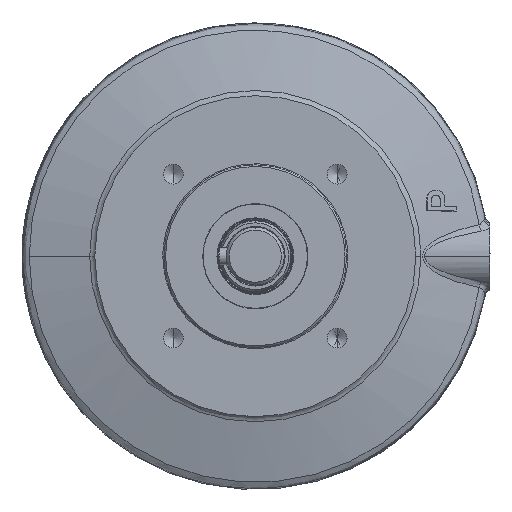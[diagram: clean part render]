
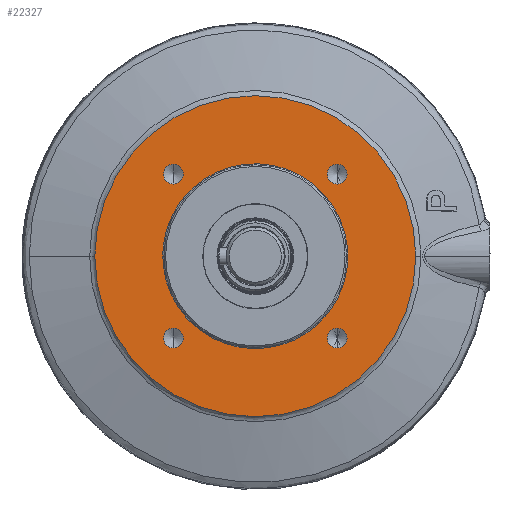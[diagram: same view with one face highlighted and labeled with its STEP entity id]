
A CAD part, left-side view. The second image highlights one B-rep face of the part: STEP entity #22327.
In plain terms, the highlighted planar face has unit normal (-1, 0, 0).
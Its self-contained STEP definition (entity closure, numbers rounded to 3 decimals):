
#257 = AXIS2_PLACEMENT_3D ( 'NONE', #10830, #10666, #28804 ) ;
#720 = AXIS2_PLACEMENT_3D ( 'NONE', #23220, #30684, #27982 ) ;
#848 = DIRECTION ( 'NONE',  ( -1., 0., 0. ) ) ;
#1130 = ORIENTED_EDGE ( 'NONE', *, *, #6457, .F. ) ;
#1319 = EDGE_CURVE ( 'NONE', #33100, #11949, #3875, .T. ) ;
#1404 = CARTESIAN_POINT ( 'NONE',  ( -31., 28.284, 28.284 ) ) ;
#1440 = AXIS2_PLACEMENT_3D ( 'NONE', #1404, #30067, #22259 ) ;
#1563 = VERTEX_POINT ( 'NONE', #22619 ) ;
#1843 = ORIENTED_EDGE ( 'NONE', *, *, #5182, .F. ) ;
#1998 = EDGE_CURVE ( 'NONE', #10008, #22388, #23156, .T. ) ;
#2540 = EDGE_CURVE ( 'NONE', #11949, #33100, #22962, .T. ) ;
#2968 = AXIS2_PLACEMENT_3D ( 'NONE', #29548, #27161, #15080 ) ;
#3434 = PLANE ( 'NONE',  #23350 ) ;
#3435 = EDGE_CURVE ( 'NONE', #28213, #13371, #27351, .T. ) ;
#3603 = FACE_BOUND ( 'NONE', #19874, .T. ) ;
#3788 = VERTEX_POINT ( 'NONE', #24383 ) ;
#3875 = CIRCLE ( 'NONE', #26059, 55.378 ) ;
#3931 = CARTESIAN_POINT ( 'NONE',  ( -31., -28.284, 24.884 ) ) ;
#4587 = CIRCLE ( 'NONE', #257, 3.4 ) ;
#4673 = EDGE_CURVE ( 'NONE', #1563, #6266, #20909, .T. ) ;
#4935 = DIRECTION ( 'NONE',  ( -1., 0., 0. ) ) ;
#5182 = EDGE_CURVE ( 'NONE', #14123, #3788, #31785, .T. ) ;
#5246 =( BOUNDED_CURVE ( )  B_SPLINE_CURVE ( 3, ( #8824, #26961, #21384, #5782 ),
 .UNSPECIFIED., .F., .T. ) 
 B_SPLINE_CURVE_WITH_KNOTS ( ( 4, 4 ),
 ( 0., 1. ),
 .UNSPECIFIED. ) 
 CURVE ( )  GEOMETRIC_REPRESENTATION_ITEM ( )  RATIONAL_B_SPLINE_CURVE ( ( 1., 0.333, 0.333, 1. ) ) 
 REPRESENTATION_ITEM ( '' )  );
#5267 = DIRECTION ( 'NONE',  ( 0., 0., 1. ) ) ;
#5494 = EDGE_LOOP ( 'NONE', ( #26209, #1130 ) ) ;
#5782 = CARTESIAN_POINT ( 'NONE',  ( -31., -31.9, 0. ) ) ;
#6266 = VERTEX_POINT ( 'NONE', #8844 ) ;
#6401 = DIRECTION ( 'NONE',  ( 0., 1., 0. ) ) ;
#6457 = EDGE_CURVE ( 'NONE', #13371, #28213, #31591, .T. ) ;
#6635 = EDGE_LOOP ( 'NONE', ( #20036, #15866 ) ) ;
#7154 = DIRECTION ( 'NONE',  ( -1., 0., 0. ) ) ;
#8739 = ORIENTED_EDGE ( 'NONE', *, *, #30708, .F. ) ;
#8775 = CARTESIAN_POINT ( 'NONE',  ( -31., 0., 0. ) ) ;
#8824 = CARTESIAN_POINT ( 'NONE',  ( -31., 31.9, 0. ) ) ;
#8844 = CARTESIAN_POINT ( 'NONE',  ( -31., -28.284, -24.884 ) ) ;
#9586 = AXIS2_PLACEMENT_3D ( 'NONE', #32926, #7154, #30049 ) ;
#9995 = CARTESIAN_POINT ( 'NONE',  ( -31., -31.9, 0. ) ) ;
#10008 = VERTEX_POINT ( 'NONE', #9995 ) ;
#10197 = EDGE_CURVE ( 'NONE', #30927, #17111, #32768, .T. ) ;
#10666 = DIRECTION ( 'NONE',  ( -1., 0., 0. ) ) ;
#10830 = CARTESIAN_POINT ( 'NONE',  ( -31., -28.284, -28.284 ) ) ;
#11236 = FACE_BOUND ( 'NONE', #5494, .T. ) ;
#11949 = VERTEX_POINT ( 'NONE', #17086 ) ;
#12694 = ORIENTED_EDGE ( 'NONE', *, *, #30068, .F. ) ;
#12836 = EDGE_CURVE ( 'NONE', #22388, #10008, #5246, .T. ) ;
#13334 = CARTESIAN_POINT ( 'NONE',  ( -31., 0., 0. ) ) ;
#13371 = VERTEX_POINT ( 'NONE', #3931 ) ;
#13607 = FACE_BOUND ( 'NONE', #19742, .T. ) ;
#13903 = CARTESIAN_POINT ( 'NONE',  ( -31., 28.284, 31.684 ) ) ;
#13942 = CARTESIAN_POINT ( 'NONE',  ( -31., -100., 0. ) ) ;
#14123 = VERTEX_POINT ( 'NONE', #13903 ) ;
#14584 = EDGE_LOOP ( 'NONE', ( #27678, #12694 ) ) ;
#15046 = CARTESIAN_POINT ( 'NONE',  ( -31., 28.284, -24.884 ) ) ;
#15080 = DIRECTION ( 'NONE',  ( 0., 0., 1. ) ) ;
#15534 = CIRCLE ( 'NONE', #9586, 3.4 ) ;
#15866 = ORIENTED_EDGE ( 'NONE', *, *, #12836, .F. ) ;
#16490 = FACE_OUTER_BOUND ( 'NONE', #33059, .T. ) ;
#16529 = AXIS2_PLACEMENT_3D ( 'NONE', #23406, #848, #5267 ) ;
#16658 = CARTESIAN_POINT ( 'NONE',  ( -31., -31.9, 63.8 ) ) ;
#17086 = CARTESIAN_POINT ( 'NONE',  ( -31., -55.378, 0. ) ) ;
#17111 = VERTEX_POINT ( 'NONE', #29228 ) ;
#17668 = ORIENTED_EDGE ( 'NONE', *, *, #4673, .F. ) ;
#18755 = AXIS2_PLACEMENT_3D ( 'NONE', #26050, #28445, #28258 ) ;
#19742 = EDGE_LOOP ( 'NONE', ( #1843, #31774 ) ) ;
#19874 = EDGE_LOOP ( 'NONE', ( #8739, #17668 ) ) ;
#20036 = ORIENTED_EDGE ( 'NONE', *, *, #1998, .F. ) ;
#20909 = CIRCLE ( 'NONE', #18755, 3.4 ) ;
#21384 = CARTESIAN_POINT ( 'NONE',  ( -31., -31.9, -63.8 ) ) ;
#21410 = CARTESIAN_POINT ( 'NONE',  ( -31., -31.9, 0. ) ) ;
#21567 = FACE_BOUND ( 'NONE', #14584, .T. ) ;
#21738 = CARTESIAN_POINT ( 'NONE',  ( -31., 31.9, 63.8 ) ) ;
#21904 = CARTESIAN_POINT ( 'NONE',  ( -31., 31.9, 0. ) ) ;
#22259 = DIRECTION ( 'NONE',  ( 0., 0., 1. ) ) ;
#22327 = ADVANCED_FACE ( 'NONE', ( #24616, #16490, #13607, #21567, #3603, #11236 ), #3434, .F. ) ;
#22388 = VERTEX_POINT ( 'NONE', #21904 ) ;
#22619 = CARTESIAN_POINT ( 'NONE',  ( -31., -28.284, -31.684 ) ) ;
#22890 = CARTESIAN_POINT ( 'NONE',  ( -31., 55.378, 0. ) ) ;
#22913 = CARTESIAN_POINT ( 'NONE',  ( -31., 28.284, -28.284 ) ) ;
#22962 = CIRCLE ( 'NONE', #32169, 55.378 ) ;
#23156 =( BOUNDED_CURVE ( )  B_SPLINE_CURVE ( 3, ( #21410, #16658, #21738, #26476 ),
 .UNSPECIFIED., .F., .T. ) 
 B_SPLINE_CURVE_WITH_KNOTS ( ( 4, 4 ),
 ( 0., 1. ),
 .UNSPECIFIED. ) 
 CURVE ( )  GEOMETRIC_REPRESENTATION_ITEM ( )  RATIONAL_B_SPLINE_CURVE ( ( 1., 0.333, 0.333, 1. ) ) 
 REPRESENTATION_ITEM ( '' )  );
#23220 = CARTESIAN_POINT ( 'NONE',  ( -31., -28.284, 28.284 ) ) ;
#23350 = AXIS2_PLACEMENT_3D ( 'NONE', #13942, #32411, #31752 ) ;
#23406 = CARTESIAN_POINT ( 'NONE',  ( -31., 28.284, -28.284 ) ) ;
#23501 = DIRECTION ( 'NONE',  ( -1., 0., 0. ) ) ;
#23878 = ORIENTED_EDGE ( 'NONE', *, *, #1319, .T. ) ;
#24383 = CARTESIAN_POINT ( 'NONE',  ( -31., 28.284, 24.884 ) ) ;
#24616 = FACE_BOUND ( 'NONE', #6635, .T. ) ;
#25945 = CARTESIAN_POINT ( 'NONE',  ( -31., -28.284, 31.684 ) ) ;
#26050 = CARTESIAN_POINT ( 'NONE',  ( -31., -28.284, -28.284 ) ) ;
#26059 = AXIS2_PLACEMENT_3D ( 'NONE', #13334, #23501, #31978 ) ;
#26209 = ORIENTED_EDGE ( 'NONE', *, *, #3435, .F. ) ;
#26476 = CARTESIAN_POINT ( 'NONE',  ( -31., 31.9, 0. ) ) ;
#26961 = CARTESIAN_POINT ( 'NONE',  ( -31., 31.9, -63.8 ) ) ;
#27161 = DIRECTION ( 'NONE',  ( -1., 0., 0. ) ) ;
#27351 = CIRCLE ( 'NONE', #2968, 3.4 ) ;
#27678 = ORIENTED_EDGE ( 'NONE', *, *, #10197, .F. ) ;
#27982 = DIRECTION ( 'NONE',  ( 0., 0., 1. ) ) ;
#28213 = VERTEX_POINT ( 'NONE', #25945 ) ;
#28258 = DIRECTION ( 'NONE',  ( 0., 0., 1. ) ) ;
#28445 = DIRECTION ( 'NONE',  ( -1., 0., 0. ) ) ;
#28804 = DIRECTION ( 'NONE',  ( 0., 0., 1. ) ) ;
#29185 = EDGE_CURVE ( 'NONE', #3788, #14123, #15534, .T. ) ;
#29228 = CARTESIAN_POINT ( 'NONE',  ( -31., 28.284, -31.684 ) ) ;
#29548 = CARTESIAN_POINT ( 'NONE',  ( -31., -28.284, 28.284 ) ) ;
#29624 = DIRECTION ( 'NONE',  ( -1., 0., 0. ) ) ;
#30049 = DIRECTION ( 'NONE',  ( 0., 0., 1. ) ) ;
#30067 = DIRECTION ( 'NONE',  ( -1., 0., 0. ) ) ;
#30068 = EDGE_CURVE ( 'NONE', #17111, #30927, #32731, .T. ) ;
#30684 = DIRECTION ( 'NONE',  ( -1., 0., 0. ) ) ;
#30708 = EDGE_CURVE ( 'NONE', #6266, #1563, #4587, .T. ) ;
#30927 = VERTEX_POINT ( 'NONE', #15046 ) ;
#31201 = ORIENTED_EDGE ( 'NONE', *, *, #2540, .T. ) ;
#31591 = CIRCLE ( 'NONE', #720, 3.4 ) ;
#31752 = DIRECTION ( 'NONE',  ( 0., 0., -1. ) ) ;
#31774 = ORIENTED_EDGE ( 'NONE', *, *, #29185, .F. ) ;
#31785 = CIRCLE ( 'NONE', #1440, 3.4 ) ;
#31978 = DIRECTION ( 'NONE',  ( 0., 1., 0. ) ) ;
#32169 = AXIS2_PLACEMENT_3D ( 'NONE', #8775, #29624, #6401 ) ;
#32193 = AXIS2_PLACEMENT_3D ( 'NONE', #22913, #4935, #33269 ) ;
#32411 = DIRECTION ( 'NONE',  ( 1., 0., 0. ) ) ;
#32731 = CIRCLE ( 'NONE', #32193, 3.4 ) ;
#32768 = CIRCLE ( 'NONE', #16529, 3.4 ) ;
#32926 = CARTESIAN_POINT ( 'NONE',  ( -31., 28.284, 28.284 ) ) ;
#33059 = EDGE_LOOP ( 'NONE', ( #31201, #23878 ) ) ;
#33100 = VERTEX_POINT ( 'NONE', #22890 ) ;
#33269 = DIRECTION ( 'NONE',  ( 0., 0., 1. ) ) ;
